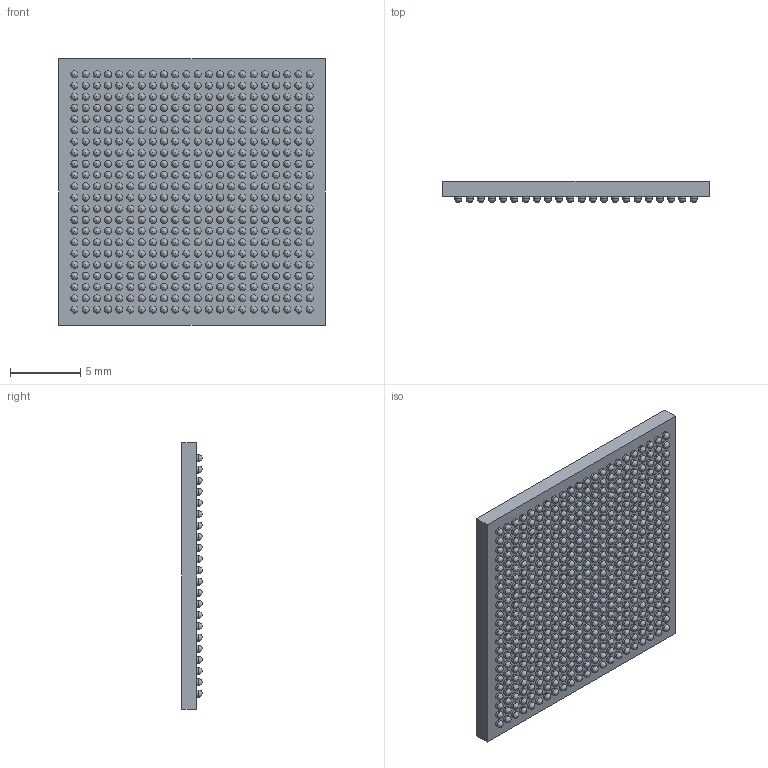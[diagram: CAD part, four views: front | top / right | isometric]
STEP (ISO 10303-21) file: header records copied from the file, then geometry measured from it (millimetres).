
FILE_DESCRIPTION(/* description */ (''),/* implementation_level */ '2;1');
FILE_NAME(/* name */ 'CLG484.step',/* time_stamp */ '2022-12-02T22:47:05Z',/* author */ (''),/* organization */ (''),/* preprocessor_version */ 'ST-DEVELOPER v19.2',/* originating_system */ 'Autodesk Translation Framework v11.17.0.187',/* authorisation */ '');
FILE_SCHEMA (('AUTOMOTIVE_DESIGN { 1 0 10303 214 3 1 1 }'));
Length unit declared in the file: millimetre
Products named in the file (1): Xilinx_CLG484
Bounding box: 19 x 1.47 x 19 mm (x, y, z)
Volume: 416.4 mm3; surface area: 1202.5 mm2
Topology: 485 solids, 485 shells, 1460 faces, 2919 edges, 1946 vertices
Faces by surface type: plane 491, cylinder 485, sphere 484
Full cylindrical faces by diameter (mm): 0.5 x484, 1 x1
Entity records: 36065 total; most frequent: DIRECTION 7295, CARTESIAN_POINT 5842, ORIENTED_EDGE 4870, AXIS2_PLACEMENT_3D 3399, EDGE_CURVE 2435, VERTEX_POINT 1946, CIRCLE 1938, EDGE_LOOP 1461
